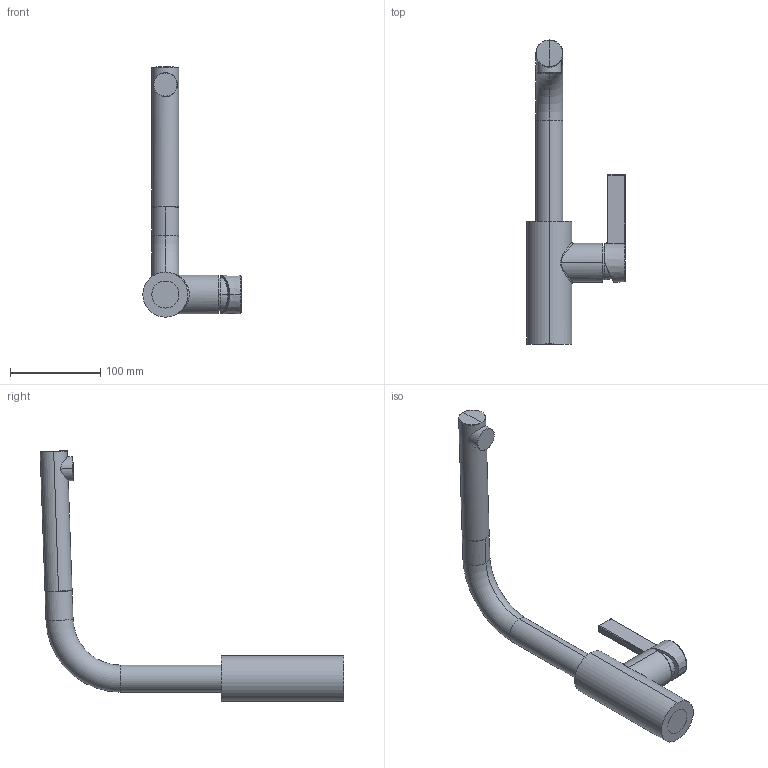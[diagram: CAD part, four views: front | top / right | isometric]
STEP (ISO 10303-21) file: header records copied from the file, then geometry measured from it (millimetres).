
FILE_DESCRIPTION (( 'STEP AP214' ), '1' );
FILE_NAME ('33840790.STEP', '2020-09-28T11:21:56', ( '' ), ( '' ), 'SwSTEP 2.0', 'SolidWorks 2020', '' );
FILE_SCHEMA (( 'AUTOMOTIVE_DESIGN' ));
Length unit declared in the file: millimetre
Products named in the file (5): Planungsmodell_Hebel-+-09.20.79.040-01_ _K1; Planungsmodell_Handbrause-+-04.12.09.004.36-02_-_K1; 33840790; Planungsmodell_Koerper-+-09.19.88.020.90-01_ _K6_50x136_43x59; Planungsmodell_Rohr_abgewinkel-+-09.11.06.063.94-01_ _K3_30x248x92x32
Assembly tree (4 placements, depth 2):
  33840790
    Planungsmodell_Rohr_abgewinkel-+-09.11.06.063.94-01_ _K3_30x248x92x32
    Planungsmodell_Koerper-+-09.19.88.020.90-01_ _K6_50x136_43x59
    Planungsmodell_Hebel-+-09.20.79.040-01_ _K1
    Planungsmodell_Handbrause-+-04.12.09.004.36-02_-_K1
Bounding box: 109 x 336.47 x 277.24 mm (x, y, z)
Volume: 751207.7 mm3; surface area: 94860.3 mm2
Topology: 4 solids, 4 shells, 77 faces, 168 edges, 97 vertices
Faces by surface type: cylinder 25, torus 14, plane 14, bspline 13, sphere 9, cone 2
Entity records: 3877 total; most frequent: CARTESIAN_POINT 2088, DIRECTION 357, ORIENTED_EDGE 328, EDGE_CURVE 164, AXIS2_PLACEMENT_3D 160, VERTEX_POINT 97, CIRCLE 89, EDGE_LOOP 79
